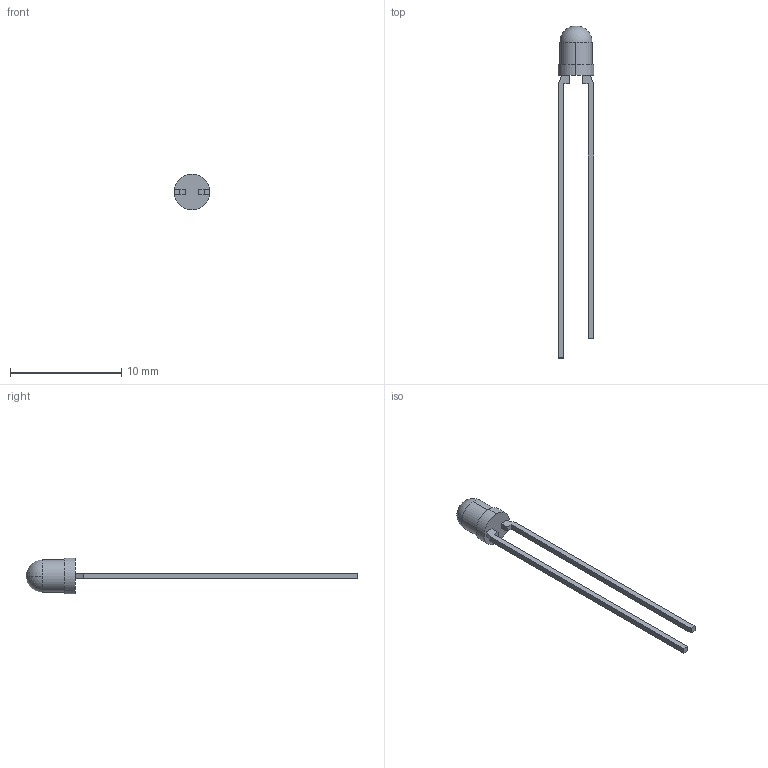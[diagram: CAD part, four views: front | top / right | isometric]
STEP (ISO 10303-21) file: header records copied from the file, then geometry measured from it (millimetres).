
FILE_DESCRIPTION (( 'STEP AP203' ), '1' );
FILE_NAME ('4301F1-5.STEP', '2018-05-21T17:33:56', ( '' ), ( '' ), 'SwSTEP 2.0', 'SolidWorks 2018', '' );
FILE_SCHEMA (( 'CONFIG_CONTROL_DESIGN' ));
Length unit declared in the file: inch
Products named in the file (1): 4301F1-5
Bounding box: 3.2 x 29.84 x 3.2 mm (x, y, z)
Volume: 40.5 mm3; surface area: 152 mm2
Topology: 1 solids, 1 shells, 24 faces, 60 edges, 39 vertices
Faces by surface type: plane 18, cylinder 4, sphere 2
Entity records: 781 total; most frequent: CARTESIAN_POINT 122, DIRECTION 120, ORIENTED_EDGE 116, EDGE_CURVE 58, LINE 46, VECTOR 46, VERTEX_POINT 39, AXIS2_PLACEMENT_3D 37
